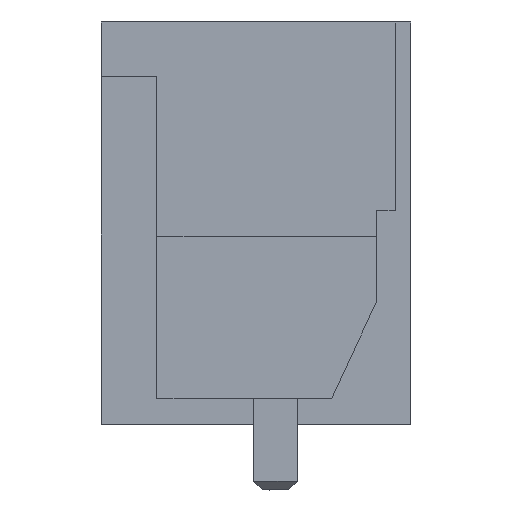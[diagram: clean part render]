
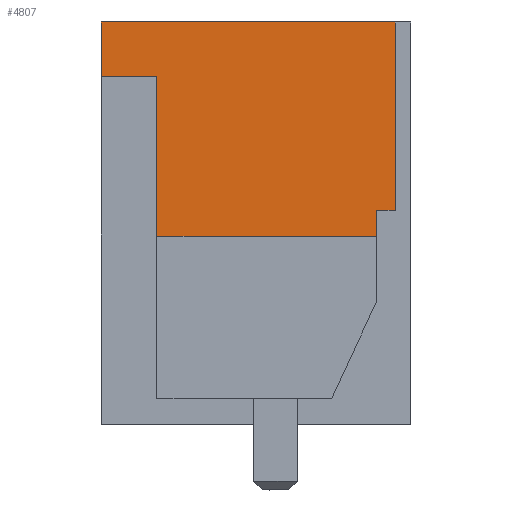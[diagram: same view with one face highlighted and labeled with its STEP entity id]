
A CAD part, left-side view. The second image highlights one B-rep face of the part: STEP entity #4807.
In plain terms, the highlighted planar face has unit normal (-1, 0, 0).
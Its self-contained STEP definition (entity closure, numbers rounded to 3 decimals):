
#4755=AXIS2_PLACEMENT_3D('Plane Axis2P3D',#4752,#4753,#4754) ;
#1223=CARTESIAN_POINT('Vertex',(0.,7.07,12.4)) ;
#1226=CARTESIAN_POINT('Line Origine',(0.,3.71,12.4)) ;
#1230=CARTESIAN_POINT('Vertex',(0.,0.35,12.4)) ;
#4658=CARTESIAN_POINT('Vertex',(0.,7.07,11.15)) ;
#4661=CARTESIAN_POINT('Line Origine',(0.,7.07,11.775)) ;
#4752=CARTESIAN_POINT('Axis2P3D Location',(0.,0.,0.)) ;
#4757=CARTESIAN_POINT('Line Origine',(0.,0.78,7.8)) ;
#4761=CARTESIAN_POINT('Vertex',(0.,0.78,7.5)) ;
#4763=CARTESIAN_POINT('Vertex',(0.,0.78,8.1)) ;
#4766=CARTESIAN_POINT('Line Origine',(0.,0.565,8.1)) ;
#4770=CARTESIAN_POINT('Vertex',(0.,0.35,8.1)) ;
#4773=CARTESIAN_POINT('Line Origine',(0.,0.35,10.25)) ;
#4778=CARTESIAN_POINT('Line Origine',(0.,6.435,11.15)) ;
#4782=CARTESIAN_POINT('Vertex',(0.,5.8,11.15)) ;
#4785=CARTESIAN_POINT('Line Origine',(0.,5.8,9.325)) ;
#4789=CARTESIAN_POINT('Vertex',(0.,5.8,7.5)) ;
#4792=CARTESIAN_POINT('Line Origine',(0.,3.29,7.5)) ;
#1227=DIRECTION('Vector Direction',(0.,-1.,0.)) ;
#4662=DIRECTION('Vector Direction',(0.,0.,1.)) ;
#4753=DIRECTION('Axis2P3D Direction',(-1.,0.,0.)) ;
#4754=DIRECTION('Axis2P3D XDirection',(0.,0.,1.)) ;
#4758=DIRECTION('Vector Direction',(0.,0.,-1.)) ;
#4767=DIRECTION('Vector Direction',(0.,1.,0.)) ;
#4774=DIRECTION('Vector Direction',(0.,0.,-1.)) ;
#4779=DIRECTION('Vector Direction',(0.,1.,0.)) ;
#4786=DIRECTION('Vector Direction',(0.,0.,1.)) ;
#4793=DIRECTION('Vector Direction',(0.,-1.,0.)) ;
#1228=VECTOR('Line Direction',#1227,1.) ;
#4663=VECTOR('Line Direction',#4662,1.) ;
#4759=VECTOR('Line Direction',#4758,1.) ;
#4768=VECTOR('Line Direction',#4767,1.) ;
#4775=VECTOR('Line Direction',#4774,1.) ;
#4780=VECTOR('Line Direction',#4779,1.) ;
#4787=VECTOR('Line Direction',#4786,1.) ;
#4794=VECTOR('Line Direction',#4793,1.) ;
#4798=ORIENTED_EDGE('',*,*,#4765,.T.) ;
#4799=ORIENTED_EDGE('',*,*,#4772,.T.) ;
#4800=ORIENTED_EDGE('',*,*,#4777,.T.) ;
#4801=ORIENTED_EDGE('',*,*,#1232,.T.) ;
#4802=ORIENTED_EDGE('',*,*,#4665,.T.) ;
#4803=ORIENTED_EDGE('',*,*,#4784,.T.) ;
#4804=ORIENTED_EDGE('',*,*,#4791,.T.) ;
#4805=ORIENTED_EDGE('',*,*,#4796,.T.) ;
#4807=ADVANCED_FACE('HOUSING',(#4806),#4756,.T.) ;
#1232=EDGE_CURVE('',#1231,#1224,#1229,.F.) ;
#4665=EDGE_CURVE('',#1224,#4659,#4664,.F.) ;
#4765=EDGE_CURVE('',#4762,#4764,#4760,.F.) ;
#4772=EDGE_CURVE('',#4764,#4771,#4769,.F.) ;
#4777=EDGE_CURVE('',#4771,#1231,#4776,.F.) ;
#4784=EDGE_CURVE('',#4659,#4783,#4781,.F.) ;
#4791=EDGE_CURVE('',#4783,#4790,#4788,.F.) ;
#4796=EDGE_CURVE('',#4790,#4762,#4795,.T.) ;
#4797=EDGE_LOOP('',(#4798,#4799,#4800,#4801,#4802,#4803,#4804,#4805)) ;
#4806=FACE_OUTER_BOUND('',#4797,.T.) ;
#1229=LINE('Line',#1226,#1228) ;
#4664=LINE('Line',#4661,#4663) ;
#4760=LINE('Line',#4757,#4759) ;
#4769=LINE('Line',#4766,#4768) ;
#4776=LINE('Line',#4773,#4775) ;
#4781=LINE('Line',#4778,#4780) ;
#4788=LINE('Line',#4785,#4787) ;
#4795=LINE('Line',#4792,#4794) ;
#4756=PLANE('',#4755) ;
#1224=VERTEX_POINT('',#1223) ;
#1231=VERTEX_POINT('',#1230) ;
#4659=VERTEX_POINT('',#4658) ;
#4762=VERTEX_POINT('',#4761) ;
#4764=VERTEX_POINT('',#4763) ;
#4771=VERTEX_POINT('',#4770) ;
#4783=VERTEX_POINT('',#4782) ;
#4790=VERTEX_POINT('',#4789) ;
